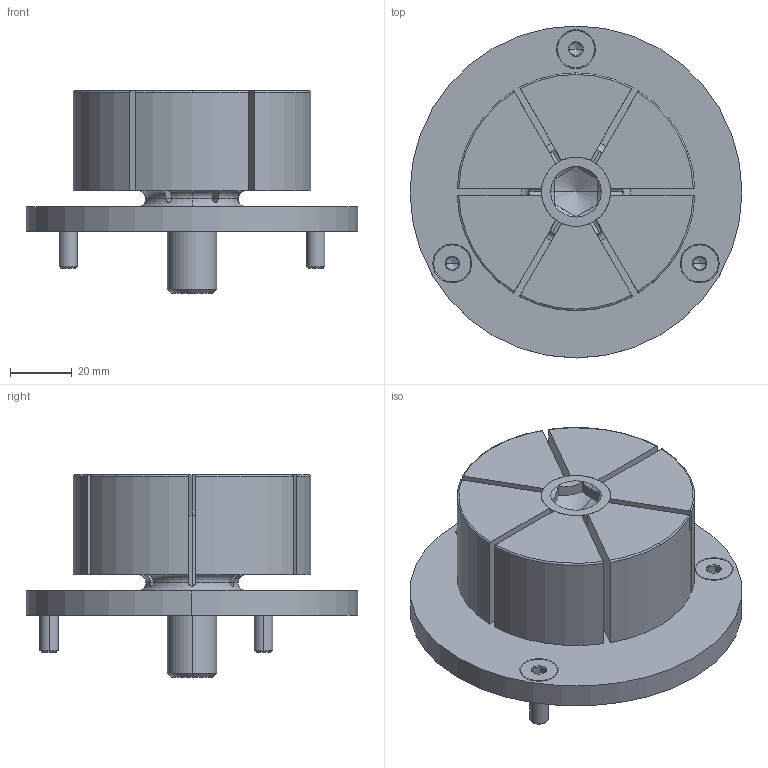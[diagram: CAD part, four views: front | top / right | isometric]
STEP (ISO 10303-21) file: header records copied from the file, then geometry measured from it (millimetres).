
FILE_DESCRIPTION(('STEP AP214'),'1');
FILE_NAME(' ',' ',('TraceParts'),('TraceParts S.A.'),'XStep 1.0',' ',' ');
FILE_SCHEMA(('automotive_design'));
Length unit declared in the file: millimetre
Products named in the file (5): 1; 2; 3; 4; 5
Bounding box: 107.5 x 107.5 x 65.5 mm (x, y, z)
Volume: 216827.8 mm3; surface area: 55284.2 mm2
Topology: 5 solids, 5 shells, 168 faces, 425 edges, 263 vertices
Faces by surface type: plane 58, cylinder 48, cone 44, torus 18
Entity records: 10728 total; most frequent: CARTESIAN_POINT 2113, STYLED_ITEM 848, PRESENTATION_STYLE_ASSIGNMENT 848, COLOUR_RGB 848, ORIENTED_EDGE 834, DIRECTION 774, EDGE_CURVE 417, CURVE_STYLE 417
